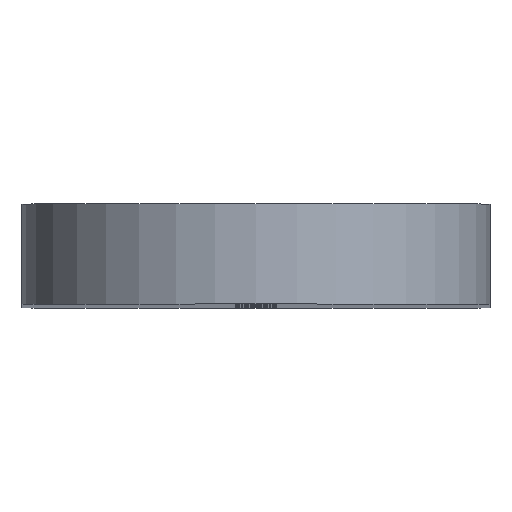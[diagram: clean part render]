
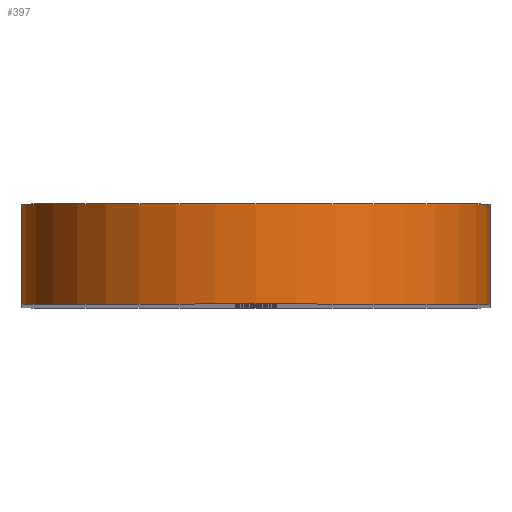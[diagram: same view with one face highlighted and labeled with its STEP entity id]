
A CAD part, top view. The second image highlights one B-rep face of the part: STEP entity #397.
In plain terms, the highlighted cylindrical face has radius 14 mm (diameter 28 mm), a partial arc.
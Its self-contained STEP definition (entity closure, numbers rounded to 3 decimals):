
#59=FACE_OUTER_BOUND('',#78,.T.);
#78=EDGE_LOOP('',(#322,#323,#324,#325));
#125=LINE('',#673,#146);
#126=LINE('',#679,#147);
#146=VECTOR('',#563,10.);
#147=VECTOR('',#570,10.);
#177=CIRCLE('',#457,14.);
#178=CIRCLE('',#458,14.);
#207=VERTEX_POINT('',#666);
#210=VERTEX_POINT('',#671);
#211=VERTEX_POINT('',#675);
#212=VERTEX_POINT('',#677);
#257=EDGE_CURVE('',#207,#210,#125,.T.);
#258=EDGE_CURVE('',#211,#207,#177,.T.);
#259=EDGE_CURVE('',#212,#210,#178,.T.);
#260=EDGE_CURVE('',#211,#212,#126,.T.);
#322=ORIENTED_EDGE('',*,*,#258,.T.);
#323=ORIENTED_EDGE('',*,*,#257,.T.);
#324=ORIENTED_EDGE('',*,*,#259,.F.);
#325=ORIENTED_EDGE('',*,*,#260,.F.);
#381=CYLINDRICAL_SURFACE('',#456,14.);
#397=ADVANCED_FACE('',(#59),#381,.T.);
#456=AXIS2_PLACEMENT_3D('',#674,#564,#565);
#457=AXIS2_PLACEMENT_3D('',#676,#566,#567);
#458=AXIS2_PLACEMENT_3D('',#678,#568,#569);
#563=DIRECTION('',(0.,1.,0.));
#564=DIRECTION('center_axis',(0.,1.,0.));
#565=DIRECTION('ref_axis',(-1.,0.,0.));
#566=DIRECTION('center_axis',(0.,1.,0.));
#567=DIRECTION('ref_axis',(-1.,0.,0.));
#568=DIRECTION('center_axis',(0.,1.,0.));
#569=DIRECTION('ref_axis',(-1.,0.,0.));
#570=DIRECTION('',(0.,1.,0.));
#666=CARTESIAN_POINT('',(14.,0.,0.));
#671=CARTESIAN_POINT('',(14.,6.,0.));
#673=CARTESIAN_POINT('',(14.,0.,0.));
#674=CARTESIAN_POINT('Origin',(0.,0.,0.));
#675=CARTESIAN_POINT('',(-14.,0.,0.));
#676=CARTESIAN_POINT('Origin',(0.,0.,0.));
#677=CARTESIAN_POINT('',(-14.,6.,0.));
#678=CARTESIAN_POINT('Origin',(0.,6.,0.));
#679=CARTESIAN_POINT('',(-14.,0.,0.));
